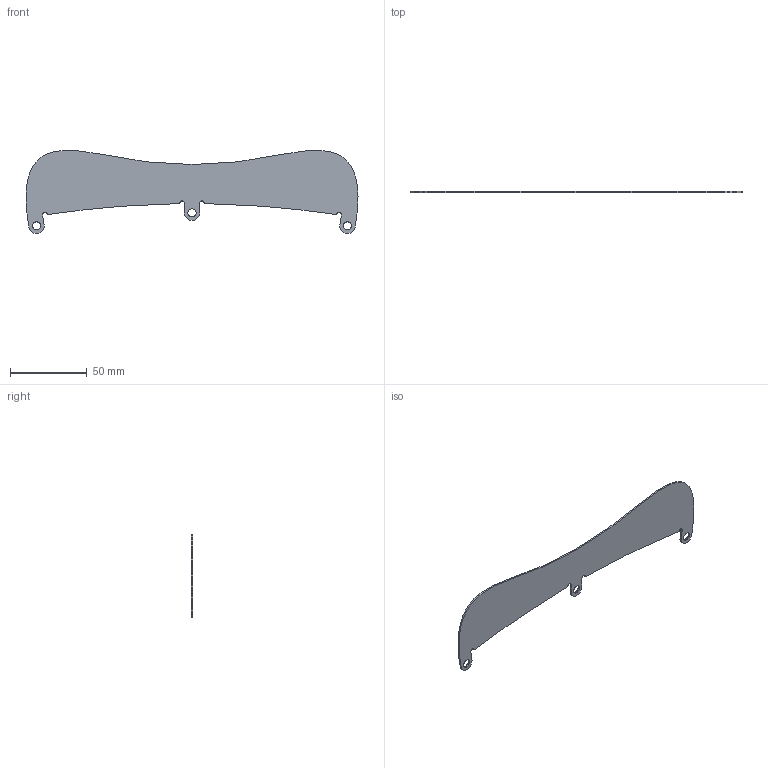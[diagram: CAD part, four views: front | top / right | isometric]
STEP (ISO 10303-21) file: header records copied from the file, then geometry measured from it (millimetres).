
FILE_DESCRIPTION (( 'STEP AP214' ), '1' );
FILE_NAME ('blech v3 10g 2d.STEP', '2017-12-05T09:12:37', ( '' ), ( '' ), 'SwSTEP 2.0', 'SolidWorks 2017', '' );
FILE_SCHEMA (( 'AUTOMOTIVE_DESIGN' ));
Length unit declared in the file: millimetre
Products named in the file (2): blech v3 10g 2d
Bounding box: 216.55 x 1 x 54.2 mm (x, y, z)
Volume: 7290 mm3; surface area: 15195.2 mm2
Topology: 1 solids, 1 shells, 26 faces, 72 edges, 48 vertices
Faces by surface type: plane 12, cylinder 10, bspline 4
Full cylindrical faces by diameter (mm): 5.3 x3
Entity records: 914 total; most frequent: CARTESIAN_POINT 205, ORIENTED_EDGE 138, DIRECTION 129, EDGE_CURVE 69, VERTEX_POINT 48, AXIS2_PLACEMENT_3D 44, VECTOR 41, LINE 41
